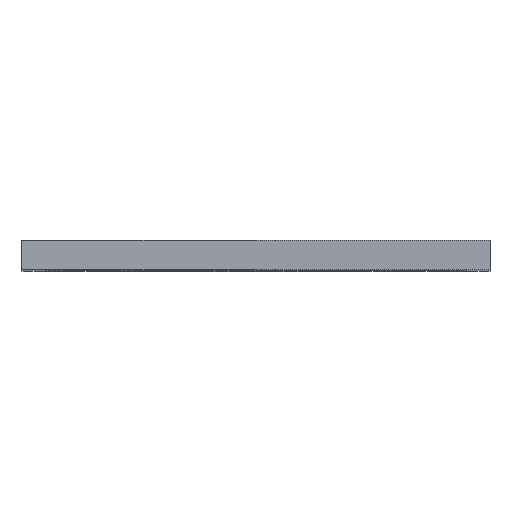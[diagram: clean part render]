
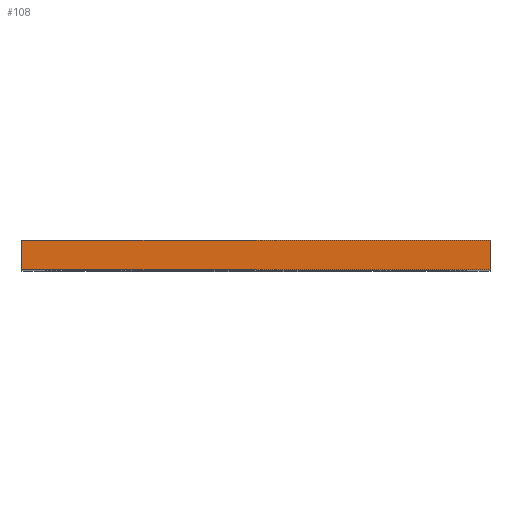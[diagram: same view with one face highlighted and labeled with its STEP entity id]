
A CAD part, top view. The second image highlights one B-rep face of the part: STEP entity #108.
In plain terms, the highlighted planar face has unit normal (0, 0, 1).
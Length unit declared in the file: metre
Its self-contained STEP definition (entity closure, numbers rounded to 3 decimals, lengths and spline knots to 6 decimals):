
#108 = ADVANCED_FACE( 'NONE', ( #293 ), #294, .T. );
#293 = FACE_OUTER_BOUND( '', #626, .T. );
#294 = PLANE( '', #627 );
#626 = EDGE_LOOP( '', ( #953, #954, #955, #956 ) );
#627 = AXIS2_PLACEMENT_3D( '', #957, #958, #959 );
#953 = ORIENTED_EDGE( '', *, *, #1753, .F. );
#954 = ORIENTED_EDGE( '', *, *, #1754, .F. );
#955 = ORIENTED_EDGE( '', *, *, #1755, .T. );
#956 = ORIENTED_EDGE( '', *, *, #1756, .T. );
#957 = CARTESIAN_POINT( '', ( 0., -0.00125, 0.068 ) );
#958 = DIRECTION( '', ( 0., 0., 1. ) );
#959 = DIRECTION( '', ( 1., 0., 0. ) );
#1753 = EDGE_CURVE( 'NONE', #2069, #2070, #2071, .T. );
#1754 = EDGE_CURVE( 'NONE', #2072, #2069, #2073, .T. );
#1755 = EDGE_CURVE( 'NONE', #2072, #2074, #2075, .T. );
#1756 = EDGE_CURVE( 'NONE', #2074, #2070, #2076, .T. );
#2069 = VERTEX_POINT( 'NONE', #2549 );
#2070 = VERTEX_POINT( 'NONE', #2550 );
#2071 = LINE( '', #2551, #2552 );
#2072 = VERTEX_POINT( 'NONE', #2553 );
#2073 = LINE( '', #2554, #2555 );
#2074 = VERTEX_POINT( 'NONE', #2556 );
#2075 = LINE( '', #2557, #2558 );
#2076 = LINE( '', #2559, #2560 );
#2549 = CARTESIAN_POINT( '', ( -0.02, 0.00125, 0.068 ) );
#2550 = CARTESIAN_POINT( '', ( 0.02, 0.00125, 0.068 ) );
#2551 = CARTESIAN_POINT( '', ( 0., 0.00125, 0.068 ) );
#2552 = VECTOR( '', #3166, 1. );
#2553 = CARTESIAN_POINT( '', ( -0.02, -0.00125, 0.068 ) );
#2554 = CARTESIAN_POINT( '', ( -0.02, -0.00125, 0.068 ) );
#2555 = VECTOR( '', #3167, 1. );
#2556 = CARTESIAN_POINT( '', ( 0.02, -0.00125, 0.068 ) );
#2557 = CARTESIAN_POINT( '', ( 0., -0.00125, 0.068 ) );
#2558 = VECTOR( '', #3168, 1. );
#2559 = CARTESIAN_POINT( '', ( 0.02, -0.00125, 0.068 ) );
#2560 = VECTOR( '', #3169, 1. );
#3166 = DIRECTION( '', ( 1., 0., 0. ) );
#3167 = DIRECTION( '', ( 0., 1., 0. ) );
#3168 = DIRECTION( '', ( 1., 0., 0. ) );
#3169 = DIRECTION( '', ( 0., 1., 0. ) );
